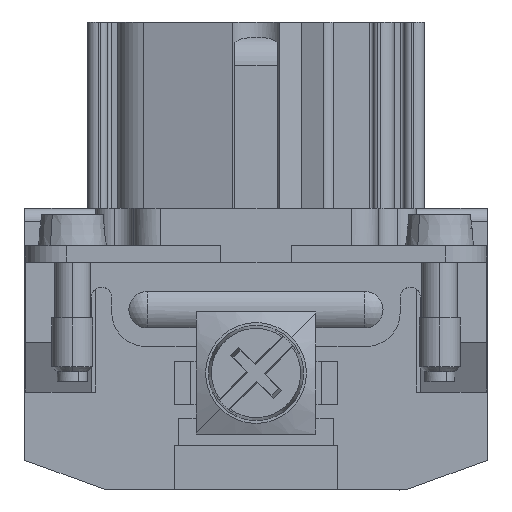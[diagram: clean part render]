
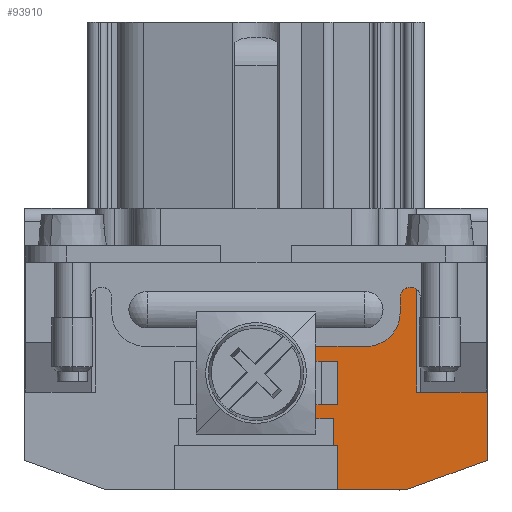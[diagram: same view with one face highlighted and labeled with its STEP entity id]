
A CAD part, front view. The second image highlights one B-rep face of the part: STEP entity #93910.
In plain terms, the highlighted face is planar.
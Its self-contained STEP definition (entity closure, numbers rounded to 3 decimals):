
#76580=CARTESIAN_POINT('',(-12.155,-22.235,
-0.934));
#76590=VERTEX_POINT('',#76580);
#76620=CARTESIAN_POINT('',(-10.956,-5.127,
-0.934));
#76630=DIRECTION('',(-0.07,-0.998,
0.));
#76640=VECTOR('',#76630,1.);
#76650=LINE('',#76620,#76640);
#76660=CARTESIAN_POINT('',(-12.382,-25.477,
-0.934));
#76670=VERTEX_POINT('',#76660);
#76680=EDGE_CURVE('',#76590,#76670,#76650,.T.);
#82890=CARTESIAN_POINT('',(-12.117,-21.688,14.5));
#82900=DIRECTION('',(0.024,0.341,
0.94));
#82910=VECTOR('',#82900,1.);
#82920=LINE('',#82890,#82910);
#82930=CARTESIAN_POINT('',(-12.382,-25.477,
4.066));
#82940=VERTEX_POINT('',#82930);
#82950=CARTESIAN_POINT('',(-12.229,-23.298,
10.066));
#82960=VERTEX_POINT('',#82950);
#82970=EDGE_CURVE('',#82940,#82960,#82920,.T.);
#92560=CARTESIAN_POINT('',(-12.036,-20.542,
-4.));
#92570=DIRECTION('',(-0.998,0.07,
0.));
#92580=DIRECTION('',(0.,0.,1.));
#92590=AXIS2_PLACEMENT_3D('',#92560,#92570,#92580);
#92600=PLANE('',#92590);
#92610=CARTESIAN_POINT('',(-12.382,-25.477,14.5));
#92620=DIRECTION('',(0.,0.,1.));
#92630=VECTOR('',#92620,1.);
#92640=LINE('',#92610,#92630);
#92650=EDGE_CURVE('',#76670,#82940,#92640,.T.);
#92660=ORIENTED_EDGE('',*,*,#92650,.T.);
#92670=ORIENTED_EDGE('',*,*,#76680,.T.);
#92680=CARTESIAN_POINT('',(-12.155,-22.235,
4.683));
#92690=DIRECTION('',(0.,0.,-1.));
#92700=VECTOR('',#92690,1.);
#92710=LINE('',#92680,#92700);
#92720=CARTESIAN_POINT('',(-12.155,-22.235,
-1.235));
#92730=VERTEX_POINT('',#92720);
#92740=EDGE_CURVE('',#76590,#92730,#92710,.T.);
#92750=ORIENTED_EDGE('',*,*,#92740,.F.);
#92760=CARTESIAN_POINT('',(-10.956,-5.127,
-1.235));
#92770=DIRECTION('',(-0.07,-0.998,
0.));
#92780=VECTOR('',#92770,1.);
#92790=LINE('',#92760,#92780);
#92800=CARTESIAN_POINT('',(-12.015,-20.24,
-1.235));
#92810=VERTEX_POINT('',#92800);
#92820=EDGE_CURVE('',#92810,#92730,#92790,.T.);
#92830=ORIENTED_EDGE('',*,*,#92820,.T.);
#92840=CARTESIAN_POINT('',(-12.015,-20.24,
4.683));
#92850=DIRECTION('',(0.,0.,1.));
#92860=VECTOR('',#92850,1.);
#92870=LINE('',#92840,#92860);
#92880=CARTESIAN_POINT('',(-12.015,-20.24,
-2.535));
#92890=VERTEX_POINT('',#92880);
#92900=EDGE_CURVE('',#92890,#92810,#92870,.T.);
#92910=ORIENTED_EDGE('',*,*,#92900,.T.);
#92920=CARTESIAN_POINT('',(-10.956,-5.127,
-2.535));
#92930=DIRECTION('',(0.07,0.998,
0.));
#92940=VECTOR('',#92930,1.);
#92950=LINE('',#92920,#92940);
#92960=CARTESIAN_POINT('',(-11.945,-19.242,
-2.535));
#92970=VERTEX_POINT('',#92960);
#92980=EDGE_CURVE('',#92890,#92970,#92950,.T.);
#92990=ORIENTED_EDGE('',*,*,#92980,.F.);
#93000=CARTESIAN_POINT('',(-11.945,-19.242,
4.683));
#93010=DIRECTION('',(0.,0.,-1.));
#93020=VECTOR('',#93010,1.);
#93030=LINE('',#93000,#93020);
#93040=CARTESIAN_POINT('',(-11.945,-19.242,
-0.935));
#93050=VERTEX_POINT('',#93040);
#93060=EDGE_CURVE('',#93050,#92970,#93030,.T.);
#93070=ORIENTED_EDGE('',*,*,#93060,.T.);
#93080=CARTESIAN_POINT('',(-10.956,-5.127,
-0.935));
#93090=DIRECTION('',(-0.07,-0.998,
0.));
#93100=VECTOR('',#93090,1.);
#93110=LINE('',#93080,#93100);
#93120=CARTESIAN_POINT('',(-11.721,-16.05,
-0.935));
#93130=VERTEX_POINT('',#93120);
#93140=EDGE_CURVE('',#93130,#93050,#93110,.T.);
#93150=ORIENTED_EDGE('',*,*,#93140,.T.);
#93160=CARTESIAN_POINT('',(-11.721,-16.05,
4.683));
#93170=DIRECTION('',(0.,0.,1.));
#93180=VECTOR('',#93170,1.);
#93190=LINE('',#93160,#93180);
#93200=CARTESIAN_POINT('',(-11.721,-16.05,
-2.535));
#93210=VERTEX_POINT('',#93200);
#93220=EDGE_CURVE('',#93210,#93130,#93190,.T.);
#93230=ORIENTED_EDGE('',*,*,#93220,.T.);
#93240=CARTESIAN_POINT('',(-10.956,-5.127,
-2.535));
#93250=DIRECTION('',(0.07,0.998,
0.));
#93260=VECTOR('',#93250,1.);
#93270=LINE('',#93240,#93260);
#93280=CARTESIAN_POINT('',(-11.645,-14.953,
-2.535));
#93290=VERTEX_POINT('',#93280);
#93300=EDGE_CURVE('',#93210,#93290,#93270,.T.);
#93310=ORIENTED_EDGE('',*,*,#93300,.F.);
#93320=CARTESIAN_POINT('',(-11.645,-14.953,
4.683));
#93330=DIRECTION('',(0.,0.,-1.));
#93340=VECTOR('',#93330,1.);
#93350=LINE('',#93320,#93340);
#93360=CARTESIAN_POINT('',(-11.645,-14.953,
1.165));
#93370=VERTEX_POINT('',#93360);
#93380=EDGE_CURVE('',#93370,#93290,#93350,.T.);
#93390=ORIENTED_EDGE('',*,*,#93380,.T.);
#93400=CARTESIAN_POINT('',(-11.47,-12.459,
1.165));
#93410=DIRECTION('',(-0.998,0.07,
0.));
#93420=DIRECTION('',(0.07,0.998,
0.));
#93430=AXIS2_PLACEMENT_3D('',#93400,#93410,#93420);
#93440=CIRCLE('',#93430,2.5);
#93450=CARTESIAN_POINT('',(-11.47,-12.459,
3.665));
#93460=VERTEX_POINT('',#93450);
#93470=EDGE_CURVE('',#93370,#93460,#93440,.T.);
#93480=ORIENTED_EDGE('',*,*,#93470,.F.);
#93490=CARTESIAN_POINT('',(-10.956,-5.127,
3.665));
#93500=DIRECTION('',(-0.07,-0.998,
0.));
#93510=VECTOR('',#93500,1.);
#93520=LINE('',#93490,#93510);
#93530=CARTESIAN_POINT('',(-11.393,-11.362,
3.665));
#93540=VERTEX_POINT('',#93530);
#93550=EDGE_CURVE('',#93540,#93460,#93520,.T.);
#93560=ORIENTED_EDGE('',*,*,#93550,.T.);
#93570=CARTESIAN_POINT('',(-11.393,-11.362,
4.415));
#93580=DIRECTION('',(-0.998,0.07,
0.));
#93590=DIRECTION('',(0.07,0.998,
0.));
#93600=AXIS2_PLACEMENT_3D('',#93570,#93580,#93590);
#93610=CIRCLE('',#93600,0.75);
#93620=CARTESIAN_POINT('',(-11.351,-10.763,
4.866));
#93630=VERTEX_POINT('',#93620);
#93640=EDGE_CURVE('',#93630,#93540,#93610,.T.);
#93650=ORIENTED_EDGE('',*,*,#93640,.T.);
#93660=CARTESIAN_POINT('',(-10.956,-5.127,
4.866));
#93670=DIRECTION('',(-0.07,-0.998,
0.));
#93680=VECTOR('',#93670,1.);
#93690=LINE('',#93660,#93680);
#93700=CARTESIAN_POINT('',(-11.879,-18.295,
4.866));
#93710=VERTEX_POINT('',#93700);
#93720=EDGE_CURVE('',#93630,#93710,#93690,.T.);
#93730=ORIENTED_EDGE('',*,*,#93720,.F.);
#93740=CARTESIAN_POINT('',(-11.879,-18.295,
4.683));
#93750=DIRECTION('',(0.,0.,-1.));
#93760=VECTOR('',#93750,1.);
#93770=LINE('',#93740,#93760);
#93780=CARTESIAN_POINT('',(-11.879,-18.295,
10.066));
#93790=VERTEX_POINT('',#93780);
#93800=EDGE_CURVE('',#93790,#93710,#93770,.T.);
#93810=ORIENTED_EDGE('',*,*,#93800,.T.);
#93820=CARTESIAN_POINT('',(-10.956,-5.127,
10.066));
#93830=DIRECTION('',(0.07,0.998,
0.));
#93840=VECTOR('',#93830,1.);
#93850=LINE('',#93820,#93840);
#93860=EDGE_CURVE('',#82960,#93790,#93850,.T.);
#93870=ORIENTED_EDGE('',*,*,#93860,.T.);
#93880=ORIENTED_EDGE('',*,*,#82970,.T.);
#93890=EDGE_LOOP('',(#93880,#93870,#93810,#93730,#93650,#93560,#93480,
#93390,#93310,#93230,#93150,#93070,#92990,#92910,#92830,#92750,#92670,
#92660));
#93900=FACE_OUTER_BOUND('',#93890,.T.);
#93910=ADVANCED_FACE('',(#93900),#92600,.T.);
